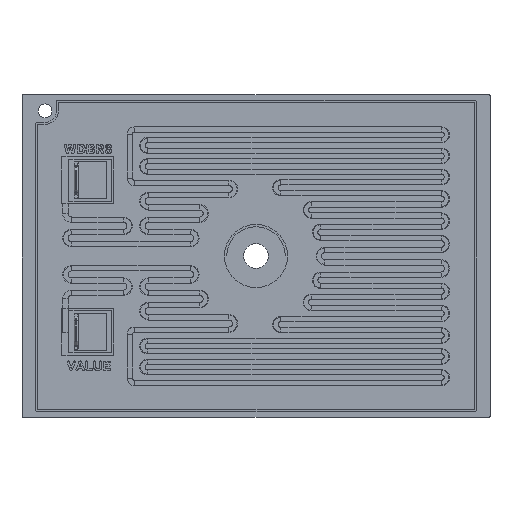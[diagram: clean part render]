
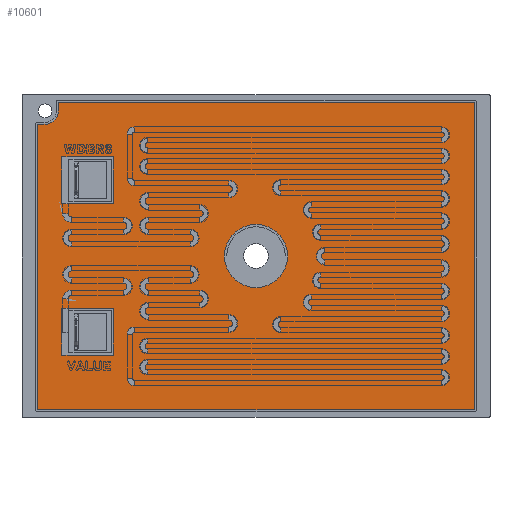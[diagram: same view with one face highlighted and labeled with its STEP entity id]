
A CAD part, top view. The second image highlights one B-rep face of the part: STEP entity #10601.
In plain terms, the highlighted planar face has unit normal (0, 0, 1).
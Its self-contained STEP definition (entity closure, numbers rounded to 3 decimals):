
#262 = VERTEX_POINT ( 'NONE', #17399 ) ;
#288 = LINE ( 'NONE', #10267, #24509 ) ;
#1159 = EDGE_CURVE ( 'NONE', #1416, #25118, #3071, .T. ) ;
#1201 = VERTEX_POINT ( 'NONE', #2632 ) ;
#1209 = CARTESIAN_POINT ( 'NONE',  ( 0.573, 163.726, 0.901 ) ) ;
#1356 = VERTEX_POINT ( 'NONE', #28441 ) ;
#1408 = CARTESIAN_POINT ( 'NONE',  ( -2.324, 161.877, 0.901 ) ) ;
#1416 = VERTEX_POINT ( 'NONE', #6434 ) ;
#2247 = LINE ( 'NONE', #30369, #26486 ) ;
#2265 = VERTEX_POINT ( 'NONE', #18014 ) ;
#2403 = DIRECTION ( 'NONE',  ( 0., 1., 0. ) ) ;
#2632 = CARTESIAN_POINT ( 'NONE',  ( 90.895, 163.726, 0.901 ) ) ;
#2649 = CARTESIAN_POINT ( 'NONE',  ( 12.018, 118.491, 0.901 ) ) ;
#2712 = VECTOR ( 'NONE', #20630, 1000. ) ;
#2752 = ORIENTED_EDGE ( 'NONE', *, *, #16084, .T. ) ;
#3024 = ORIENTED_EDGE ( 'NONE', *, *, #14586, .F. ) ;
#3071 = LINE ( 'NONE', #24335, #21675 ) ;
#3446 = VERTEX_POINT ( 'NONE', #9805 ) ;
#3578 = CARTESIAN_POINT ( 'NONE',  ( 2.876, 142.263, 0.901 ) ) ;
#3752 = VERTEX_POINT ( 'NONE', #12571 ) ;
#3821 = DIRECTION ( 'NONE',  ( 1., 0., 0. ) ) ;
#4194 = CARTESIAN_POINT ( 'NONE',  ( 36.618, 130.377, 0.901 ) ) ;
#4235 = ORIENTED_EDGE ( 'NONE', *, *, #28380, .T. ) ;
#4605 = LINE ( 'NONE', #29200, #28029 ) ;
#5394 = ORIENTED_EDGE ( 'NONE', *, *, #22222, .T. ) ;
#5397 = VERTEX_POINT ( 'NONE', #4194 ) ;
#5569 = EDGE_CURVE ( 'NONE', #3752, #13682, #22700, .T. ) ;
#5804 = VERTEX_POINT ( 'NONE', #17810 ) ;
#5814 = FACE_OUTER_BOUND ( 'NONE', #7976, .T. ) ;
#6434 = CARTESIAN_POINT ( 'NONE',  ( 12.018, 151.407, 0.901 ) ) ;
#6581 = FACE_BOUND ( 'NONE', #30049, .T. ) ;
#6754 = DIRECTION ( 'NONE',  ( 1., 0., 0. ) ) ;
#7556 = LINE ( 'NONE', #14874, #26114 ) ;
#7976 = EDGE_LOOP ( 'NONE', ( #8568, #2752, #8953, #5394, #20613, #4235, #13084 ) ) ;
#8325 = CARTESIAN_POINT ( 'NONE',  ( 43.476, 130.377, 0.901 ) ) ;
#8401 = CARTESIAN_POINT ( 'NONE',  ( 12.018, 109.347, 0.901 ) ) ;
#8568 = ORIENTED_EDGE ( 'NONE', *, *, #14870, .T. ) ;
#8953 = ORIENTED_EDGE ( 'NONE', *, *, #17713, .T. ) ;
#9528 = PLANE ( 'NONE',  #15541 ) ;
#9544 = VECTOR ( 'NONE', #2403, 1000. ) ;
#9805 = CARTESIAN_POINT ( 'NONE',  ( 90.895, 97.028, 0.901 ) ) ;
#10078 = EDGE_CURVE ( 'NONE', #28699, #3752, #24429, .T. ) ;
#10267 = CARTESIAN_POINT ( 'NONE',  ( 90.895, 97.028, 0.901 ) ) ;
#10601 = ADVANCED_FACE ( 'NONE', ( #5814, #12305, #6581, #24397 ), #9528, .T. ) ;
#10782 = DIRECTION ( 'NONE',  ( 1., 0., 0. ) ) ;
#10832 = ORIENTED_EDGE ( 'NONE', *, *, #28085, .F. ) ;
#11375 = EDGE_LOOP ( 'NONE', ( #16948, #17514, #10832, #19400 ) ) ;
#11735 = LINE ( 'NONE', #21270, #15873 ) ;
#11973 = DIRECTION ( 'NONE',  ( 0., 0., 1. ) ) ;
#12030 = DIRECTION ( 'NONE',  ( 0., -1., 0. ) ) ;
#12058 = CARTESIAN_POINT ( 'NONE',  ( 12.018, 118.491, 0.901 ) ) ;
#12297 = DIRECTION ( 'NONE',  ( 0., 1., 0. ) ) ;
#12305 = FACE_BOUND ( 'NONE', #29818, .T. ) ;
#12571 = CARTESIAN_POINT ( 'NONE',  ( 2.876, 118.491, 0.901 ) ) ;
#12989 = DIRECTION ( 'NONE',  ( 0., 0., 1. ) ) ;
#13084 = ORIENTED_EDGE ( 'NONE', *, *, #27988, .T. ) ;
#13090 = CARTESIAN_POINT ( 'NONE',  ( -3.943, 97.028, 0.901 ) ) ;
#13202 = CARTESIAN_POINT ( 'NONE',  ( 50.334, 130.377, 0.901 ) ) ;
#13588 = VECTOR ( 'NONE', #30019, 1000. ) ;
#13682 = VERTEX_POINT ( 'NONE', #28892 ) ;
#14024 = LINE ( 'NONE', #28921, #26131 ) ;
#14288 = CIRCLE ( 'NONE', #29902, 6.858 ) ;
#14372 = LINE ( 'NONE', #13090, #13588 ) ;
#14442 = VERTEX_POINT ( 'NONE', #8401 ) ;
#14586 = EDGE_CURVE ( 'NONE', #14442, #28699, #28065, .T. ) ;
#14870 = EDGE_CURVE ( 'NONE', #1356, #262, #17852, .T. ) ;
#14874 = CARTESIAN_POINT ( 'NONE',  ( 2.876, 151.407, 0.901 ) ) ;
#15234 = ORIENTED_EDGE ( 'NONE', *, *, #10078, .F. ) ;
#15261 = ORIENTED_EDGE ( 'NONE', *, *, #20666, .F. ) ;
#15465 = ORIENTED_EDGE ( 'NONE', *, *, #15809, .F. ) ;
#15507 = VECTOR ( 'NONE', #12030, 1000. ) ;
#15523 = CARTESIAN_POINT ( 'NONE',  ( 2.876, 142.263, 0.901 ) ) ;
#15541 = AXIS2_PLACEMENT_3D ( 'NONE', #21626, #11973, #28879 ) ;
#15570 = LINE ( 'NONE', #3578, #2712 ) ;
#15770 = VECTOR ( 'NONE', #20617, 1000. ) ;
#15809 = EDGE_CURVE ( 'NONE', #5397, #31347, #23930, .T. ) ;
#15873 = VECTOR ( 'NONE', #6754, 1000. ) ;
#16084 = EDGE_CURVE ( 'NONE', #262, #5804, #30714, .T. ) ;
#16207 = ORIENTED_EDGE ( 'NONE', *, *, #5569, .F. ) ;
#16809 = DIRECTION ( 'NONE',  ( -1., 0., 0. ) ) ;
#16893 = DIRECTION ( 'NONE',  ( 0., -1., 0. ) ) ;
#16948 = ORIENTED_EDGE ( 'NONE', *, *, #22368, .F. ) ;
#17291 = DIRECTION ( 'NONE',  ( 0., -1., 0. ) ) ;
#17399 = CARTESIAN_POINT ( 'NONE',  ( -2.324, 158.98, 0.901 ) ) ;
#17454 = AXIS2_PLACEMENT_3D ( 'NONE', #1408, #18338, #3821 ) ;
#17514 = ORIENTED_EDGE ( 'NONE', *, *, #26871, .F. ) ;
#17713 = EDGE_CURVE ( 'NONE', #5804, #2265, #14372, .T. ) ;
#17717 = VERTEX_POINT ( 'NONE', #15523 ) ;
#17810 = CARTESIAN_POINT ( 'NONE',  ( -3.943, 158.98, 0.901 ) ) ;
#17852 = CIRCLE ( 'NONE', #17454, 2.897 ) ;
#17968 = VECTOR ( 'NONE', #21380, 1000. ) ;
#18014 = CARTESIAN_POINT ( 'NONE',  ( -3.943, 97.028, 0.901 ) ) ;
#18338 = DIRECTION ( 'NONE',  ( 0., 0., -1. ) ) ;
#18891 = AXIS2_PLACEMENT_3D ( 'NONE', #27466, #12989, #29915 ) ;
#19218 = CARTESIAN_POINT ( 'NONE',  ( 2.876, 109.347, 0.901 ) ) ;
#19400 = ORIENTED_EDGE ( 'NONE', *, *, #1159, .F. ) ;
#19796 = CARTESIAN_POINT ( 'NONE',  ( 12.018, 142.263, 0.901 ) ) ;
#20613 = ORIENTED_EDGE ( 'NONE', *, *, #27131, .T. ) ;
#20617 = DIRECTION ( 'NONE',  ( 0., 1., 0. ) ) ;
#20630 = DIRECTION ( 'NONE',  ( 1., 0., 0. ) ) ;
#20666 = EDGE_CURVE ( 'NONE', #13682, #14442, #11735, .T. ) ;
#20753 = DIRECTION ( 'NONE',  ( -1., 0., 0. ) ) ;
#21270 = CARTESIAN_POINT ( 'NONE',  ( 12.018, 109.347, 0.901 ) ) ;
#21380 = DIRECTION ( 'NONE',  ( -1., 0., 0. ) ) ;
#21626 = CARTESIAN_POINT ( 'NONE',  ( -2.324, 161.877, 0.901 ) ) ;
#21675 = VECTOR ( 'NONE', #26749, 1000. ) ;
#22222 = EDGE_CURVE ( 'NONE', #2265, #3446, #288, .T. ) ;
#22311 = CARTESIAN_POINT ( 'NONE',  ( 2.876, 151.407, 0.901 ) ) ;
#22368 = EDGE_CURVE ( 'NONE', #28757, #1416, #28645, .T. ) ;
#22700 = LINE ( 'NONE', #19218, #15507 ) ;
#23056 = CARTESIAN_POINT ( 'NONE',  ( 12.018, 142.263, 0.901 ) ) ;
#23930 = CIRCLE ( 'NONE', #18891, 6.858 ) ;
#24291 = VECTOR ( 'NONE', #16809, 1000. ) ;
#24335 = CARTESIAN_POINT ( 'NONE',  ( 12.018, 151.407, 0.901 ) ) ;
#24397 = FACE_BOUND ( 'NONE', #11375, .T. ) ;
#24429 = LINE ( 'NONE', #26123, #17968 ) ;
#24486 = ORIENTED_EDGE ( 'NONE', *, *, #30884, .F. ) ;
#24509 = VECTOR ( 'NONE', #27196, 1000. ) ;
#25118 = VERTEX_POINT ( 'NONE', #22311 ) ;
#25276 = VERTEX_POINT ( 'NONE', #1209 ) ;
#25278 = DIRECTION ( 'NONE',  ( 0., 0., 1. ) ) ;
#26114 = VECTOR ( 'NONE', #17291, 1000. ) ;
#26123 = CARTESIAN_POINT ( 'NONE',  ( 2.876, 118.491, 0.901 ) ) ;
#26131 = VECTOR ( 'NONE', #16893, 1000. ) ;
#26486 = VECTOR ( 'NONE', #20753, 1000. ) ;
#26749 = DIRECTION ( 'NONE',  ( -1., 0., 0. ) ) ;
#26871 = EDGE_CURVE ( 'NONE', #17717, #28757, #15570, .T. ) ;
#27131 = EDGE_CURVE ( 'NONE', #3446, #1201, #4605, .T. ) ;
#27196 = DIRECTION ( 'NONE',  ( 1., 0., 0. ) ) ;
#27466 = CARTESIAN_POINT ( 'NONE',  ( 43.476, 130.377, 0.901 ) ) ;
#27988 = EDGE_CURVE ( 'NONE', #25276, #1356, #14024, .T. ) ;
#28029 = VECTOR ( 'NONE', #12297, 1000. ) ;
#28065 = LINE ( 'NONE', #12058, #9544 ) ;
#28085 = EDGE_CURVE ( 'NONE', #25118, #17717, #7556, .T. ) ;
#28380 = EDGE_CURVE ( 'NONE', #1201, #25276, #2247, .T. ) ;
#28441 = CARTESIAN_POINT ( 'NONE',  ( 0.573, 161.877, 0.901 ) ) ;
#28645 = LINE ( 'NONE', #23056, #15770 ) ;
#28699 = VERTEX_POINT ( 'NONE', #2649 ) ;
#28757 = VERTEX_POINT ( 'NONE', #19796 ) ;
#28879 = DIRECTION ( 'NONE',  ( 1., 0., 0. ) ) ;
#28892 = CARTESIAN_POINT ( 'NONE',  ( 2.876, 109.347, 0.901 ) ) ;
#28921 = CARTESIAN_POINT ( 'NONE',  ( 0.573, 161.877, 0.901 ) ) ;
#29200 = CARTESIAN_POINT ( 'NONE',  ( 90.895, 163.726, 0.901 ) ) ;
#29818 = EDGE_LOOP ( 'NONE', ( #15465, #24486 ) ) ;
#29902 = AXIS2_PLACEMENT_3D ( 'NONE', #8325, #25278, #10782 ) ;
#29915 = DIRECTION ( 'NONE',  ( 1., 0., 0. ) ) ;
#30019 = DIRECTION ( 'NONE',  ( 0., -1., 0. ) ) ;
#30049 = EDGE_LOOP ( 'NONE', ( #16207, #15234, #3024, #15261 ) ) ;
#30369 = CARTESIAN_POINT ( 'NONE',  ( 0.573, 163.726, 0.901 ) ) ;
#30714 = LINE ( 'NONE', #31275, #24291 ) ;
#30884 = EDGE_CURVE ( 'NONE', #31347, #5397, #14288, .T. ) ;
#31275 = CARTESIAN_POINT ( 'NONE',  ( -3.943, 158.98, 0.901 ) ) ;
#31347 = VERTEX_POINT ( 'NONE', #13202 ) ;
